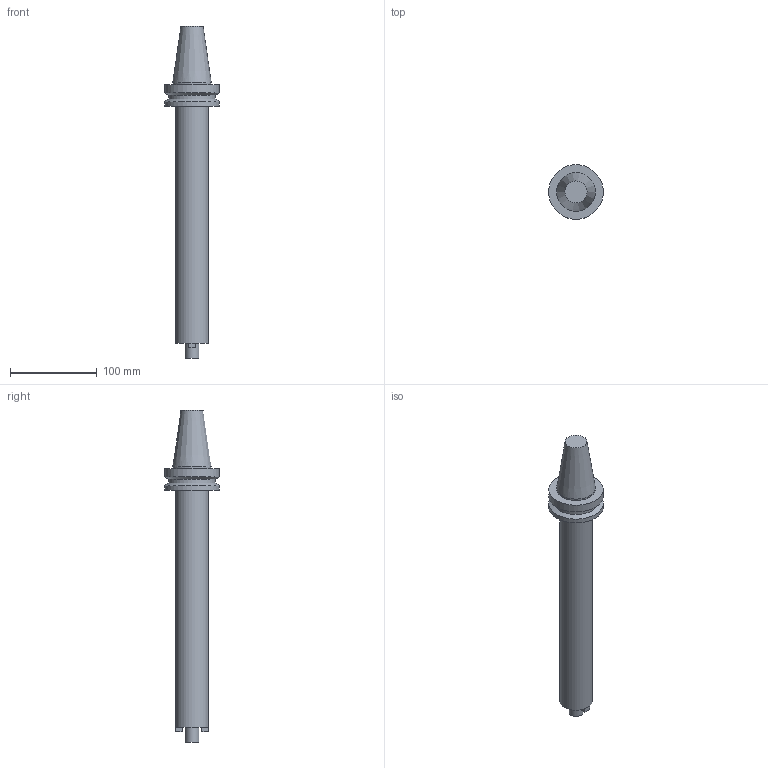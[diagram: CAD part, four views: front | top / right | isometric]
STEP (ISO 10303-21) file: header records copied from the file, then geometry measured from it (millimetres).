
FILE_DESCRIPTION(/* description */ (''),/* implementation_level */ '2;1');
FILE_NAME(/* name */ 'oznaceni_DOCUMENTNUMBERndi000_00_SIM.stp',/* time_stamp */ '2023-05-31T06:58:20+02:00',/* author */ (''),/* organization */ (''),/* preprocessor_version */ 'ST-DEVELOPER v16.7',/* originating_system */ 'SIEMENS PLM Software NX 12.0',/* authorisation */ '');
FILE_SCHEMA (('AUTOMOTIVE_DESIGN { 1 0 10303 214 3 1 1 1 }'));
Length unit declared in the file: millimetre
Products named in the file (1): 204755929ndi000_00
Bounding box: 63 x 63 x 382.4 mm (x, y, z)
Volume: 452243.8 mm3; surface area: 52239.3 mm2
Topology: 1 solids, 1 shells, 24 faces, 50 edges, 33 vertices
Faces by surface type: plane 15, cylinder 6, cone 3
Full cylindrical faces by diameter (mm): 16 x1, 38 x1, 44.45 x1, 53 x1, 63 x2
Entity records: 613 total; most frequent: DIRECTION 106, CARTESIAN_POINT 94, ORIENTED_EDGE 74, AXIS2_PLACEMENT_3D 41, EDGE_LOOP 38, EDGE_CURVE 37, VERTEX_POINT 29, FACE_BOUND 26
